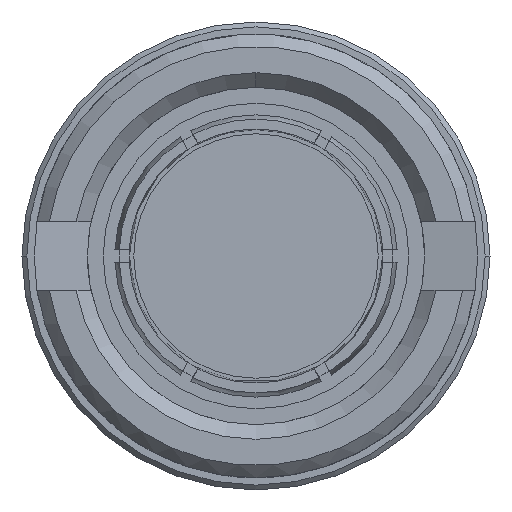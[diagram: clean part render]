
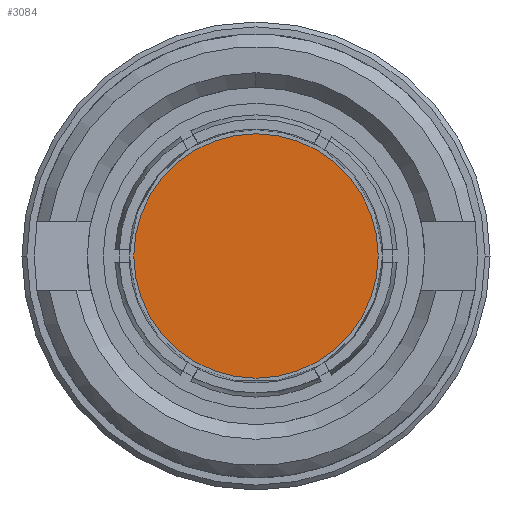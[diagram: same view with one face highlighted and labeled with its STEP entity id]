
A CAD part, left-side view. The second image highlights one B-rep face of the part: STEP entity #3084.
In plain terms, the highlighted planar face has unit normal (-1, 0, 0).
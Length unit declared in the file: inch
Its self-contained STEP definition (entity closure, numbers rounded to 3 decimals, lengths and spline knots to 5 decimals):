
#26 = CARTESIAN_POINT ( 'NONE',  ( -1.49016, 0., 0. ) ) ;
#208 = AXIS2_PLACEMENT_3D ( 'NONE', #883, #3032, #930 ) ;
#227 = ORIENTED_EDGE ( 'NONE', *, *, #3142, .F. ) ;
#265 = VERTEX_POINT ( 'NONE', #4206 ) ;
#366 = EDGE_CURVE ( 'NONE', #2849, #3716, #1175, .T. ) ;
#464 = CARTESIAN_POINT ( 'NONE',  ( -1.49016, 0., 0. ) ) ;
#517 = EDGE_CURVE ( 'NONE', #3716, #265, #1918, .T. ) ;
#715 = DIRECTION ( 'NONE',  ( 0., 0., 1. ) ) ;
#809 = DIRECTION ( 'NONE',  ( 0., 0., 1. ) ) ;
#883 = CARTESIAN_POINT ( 'NONE',  ( -1.49016, 0., 0. ) ) ;
#930 = DIRECTION ( 'NONE',  ( 0., 0., 1. ) ) ;
#1139 = DIRECTION ( 'NONE',  ( 1., 0., 0. ) ) ;
#1175 = CIRCLE ( 'NONE', #3769, 0.19685 ) ;
#1185 = PLANE ( 'NONE',  #2235 ) ;
#1455 = CARTESIAN_POINT ( 'NONE',  ( -1.49016, 0.19685, 0. ) ) ;
#1783 = AXIS2_PLACEMENT_3D ( 'NONE', #26, #1139, #715 ) ;
#1918 = CIRCLE ( 'NONE', #208, 0.19685 ) ;
#1945 = DIRECTION ( 'NONE',  ( 0., 0., 1. ) ) ;
#2235 = AXIS2_PLACEMENT_3D ( 'NONE', #464, #2952, #809 ) ;
#2278 = CARTESIAN_POINT ( 'NONE',  ( -1.49016, -0.19685, 0. ) ) ;
#2755 = CIRCLE ( 'NONE', #1783, 0.19685 ) ;
#2849 = VERTEX_POINT ( 'NONE', #2278 ) ;
#2947 = EDGE_LOOP ( 'NONE', ( #4604, #227, #3374 ) ) ;
#2952 = DIRECTION ( 'NONE',  ( -1., 0., 0. ) ) ;
#3017 = CARTESIAN_POINT ( 'NONE',  ( -1.49016, 0., 0. ) ) ;
#3032 = DIRECTION ( 'NONE',  ( 1., 0., 0. ) ) ;
#3084 = ADVANCED_FACE ( 'NONE', ( #3241 ), #1185, .T. ) ;
#3142 = EDGE_CURVE ( 'NONE', #265, #2849, #2755, .T. ) ;
#3241 = FACE_OUTER_BOUND ( 'NONE', #2947, .T. ) ;
#3374 = ORIENTED_EDGE ( 'NONE', *, *, #517, .F. ) ;
#3716 = VERTEX_POINT ( 'NONE', #1455 ) ;
#3769 = AXIS2_PLACEMENT_3D ( 'NONE', #3017, #4066, #1945 ) ;
#4066 = DIRECTION ( 'NONE',  ( 1., 0., 0. ) ) ;
#4206 = CARTESIAN_POINT ( 'NONE',  ( -1.49016, 0., 0.19685 ) ) ;
#4604 = ORIENTED_EDGE ( 'NONE', *, *, #366, .F. ) ;
